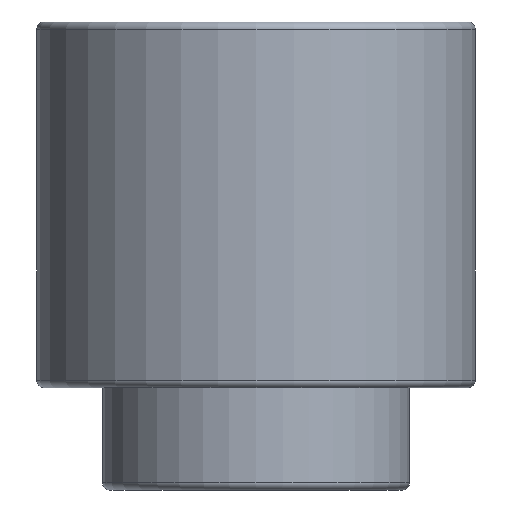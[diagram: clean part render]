
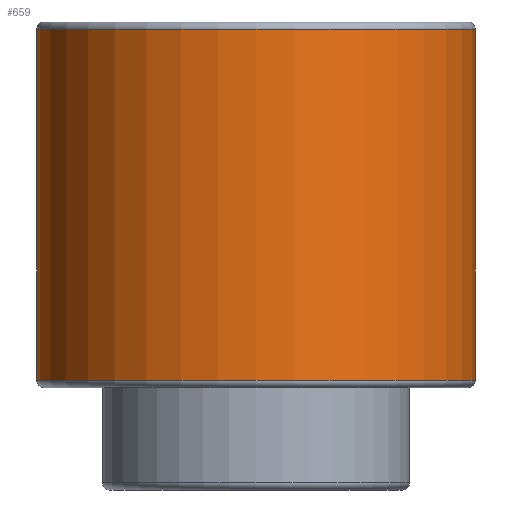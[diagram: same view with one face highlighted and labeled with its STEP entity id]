
A CAD part, front view. The second image highlights one B-rep face of the part: STEP entity #659.
In plain terms, the highlighted cylindrical face has radius 3 mm (diameter 6 mm), a full revolution.
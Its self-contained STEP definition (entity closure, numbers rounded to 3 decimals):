
#43 = TOROIDAL_SURFACE('',#44,2.9,0.1);
#44 = AXIS2_PLACEMENT_3D('',#45,#46,#47);
#45 = CARTESIAN_POINT('',(0.,0.,6.3));
#46 = DIRECTION('',(-0.,-0.,-1.));
#47 = DIRECTION('',(1.,0.,0.));
#119 = VERTEX_POINT('',#120);
#120 = CARTESIAN_POINT('',(3.,0.,6.3));
#144 = EDGE_CURVE('',#119,#119,#145,.T.);
#145 = SURFACE_CURVE('',#146,(#151,#158),.PCURVE_S1.);
#146 = CIRCLE('',#147,3.);
#147 = AXIS2_PLACEMENT_3D('',#148,#149,#150);
#148 = CARTESIAN_POINT('',(0.,0.,6.3));
#149 = DIRECTION('',(0.,0.,1.));
#150 = DIRECTION('',(1.,0.,0.));
#151 = PCURVE('',#43,#152);
#152 = DEFINITIONAL_REPRESENTATION('',(#153),#157);
#153 = LINE('',#154,#155);
#154 = CARTESIAN_POINT('',(-0.,6.283));
#155 = VECTOR('',#156,1.);
#156 = DIRECTION('',(-1.,0.));
#157 = ( GEOMETRIC_REPRESENTATION_CONTEXT(2) 
PARAMETRIC_REPRESENTATION_CONTEXT() REPRESENTATION_CONTEXT('2D SPACE',''
  ) );
#158 = PCURVE('',#159,#164);
#159 = CYLINDRICAL_SURFACE('',#160,3.);
#160 = AXIS2_PLACEMENT_3D('',#161,#162,#163);
#161 = CARTESIAN_POINT('',(0.,0.,0.));
#162 = DIRECTION('',(-0.,-0.,-1.));
#163 = DIRECTION('',(1.,0.,0.));
#164 = DEFINITIONAL_REPRESENTATION('',(#165),#169);
#165 = LINE('',#166,#167);
#166 = CARTESIAN_POINT('',(-0.,-6.3));
#167 = VECTOR('',#168,1.);
#168 = DIRECTION('',(-1.,0.));
#169 = ( GEOMETRIC_REPRESENTATION_CONTEXT(2) 
PARAMETRIC_REPRESENTATION_CONTEXT() REPRESENTATION_CONTEXT('2D SPACE',''
  ) );
#659 = ADVANCED_FACE('',(#660),#159,.T.);
#660 = FACE_BOUND('',#661,.F.);
#661 = EDGE_LOOP('',(#662,#685,#712,#713));
#662 = ORIENTED_EDGE('',*,*,#663,.F.);
#663 = EDGE_CURVE('',#664,#119,#666,.T.);
#664 = VERTEX_POINT('',#665);
#665 = CARTESIAN_POINT('',(3.,0.,1.5));
#666 = SEAM_CURVE('',#667,(#671,#678),.PCURVE_S1.);
#667 = LINE('',#668,#669);
#668 = CARTESIAN_POINT('',(3.,0.,0.));
#669 = VECTOR('',#670,1.);
#670 = DIRECTION('',(0.,0.,1.));
#671 = PCURVE('',#159,#672);
#672 = DEFINITIONAL_REPRESENTATION('',(#673),#677);
#673 = LINE('',#674,#675);
#674 = CARTESIAN_POINT('',(-6.283,0.));
#675 = VECTOR('',#676,1.);
#676 = DIRECTION('',(-0.,-1.));
#677 = ( GEOMETRIC_REPRESENTATION_CONTEXT(2) 
PARAMETRIC_REPRESENTATION_CONTEXT() REPRESENTATION_CONTEXT('2D SPACE',''
  ) );
#678 = PCURVE('',#159,#679);
#679 = DEFINITIONAL_REPRESENTATION('',(#680),#684);
#680 = LINE('',#681,#682);
#681 = CARTESIAN_POINT('',(-0.,0.));
#682 = VECTOR('',#683,1.);
#683 = DIRECTION('',(-0.,-1.));
#684 = ( GEOMETRIC_REPRESENTATION_CONTEXT(2) 
PARAMETRIC_REPRESENTATION_CONTEXT() REPRESENTATION_CONTEXT('2D SPACE',''
  ) );
#685 = ORIENTED_EDGE('',*,*,#686,.T.);
#686 = EDGE_CURVE('',#664,#664,#687,.T.);
#687 = SURFACE_CURVE('',#688,(#693,#700),.PCURVE_S1.);
#688 = CIRCLE('',#689,3.);
#689 = AXIS2_PLACEMENT_3D('',#690,#691,#692);
#690 = CARTESIAN_POINT('',(0.,0.,1.5));
#691 = DIRECTION('',(0.,-0.,-1.));
#692 = DIRECTION('',(1.,0.,0.));
#693 = PCURVE('',#159,#694);
#694 = DEFINITIONAL_REPRESENTATION('',(#695),#699);
#695 = LINE('',#696,#697);
#696 = CARTESIAN_POINT('',(-6.283,-1.5));
#697 = VECTOR('',#698,1.);
#698 = DIRECTION('',(1.,-0.));
#699 = ( GEOMETRIC_REPRESENTATION_CONTEXT(2) 
PARAMETRIC_REPRESENTATION_CONTEXT() REPRESENTATION_CONTEXT('2D SPACE',''
  ) );
#700 = PCURVE('',#701,#706);
#701 = TOROIDAL_SURFACE('',#702,2.9,0.1);
#702 = AXIS2_PLACEMENT_3D('',#703,#704,#705);
#703 = CARTESIAN_POINT('',(0.,0.,1.5));
#704 = DIRECTION('',(-0.,-0.,-1.));
#705 = DIRECTION('',(1.,0.,0.));
#706 = DEFINITIONAL_REPRESENTATION('',(#707),#711);
#707 = LINE('',#708,#709);
#708 = CARTESIAN_POINT('',(0.,0.));
#709 = VECTOR('',#710,1.);
#710 = DIRECTION('',(1.,0.));
#711 = ( GEOMETRIC_REPRESENTATION_CONTEXT(2) 
PARAMETRIC_REPRESENTATION_CONTEXT() REPRESENTATION_CONTEXT('2D SPACE',''
  ) );
#712 = ORIENTED_EDGE('',*,*,#663,.T.);
#713 = ORIENTED_EDGE('',*,*,#144,.T.);
